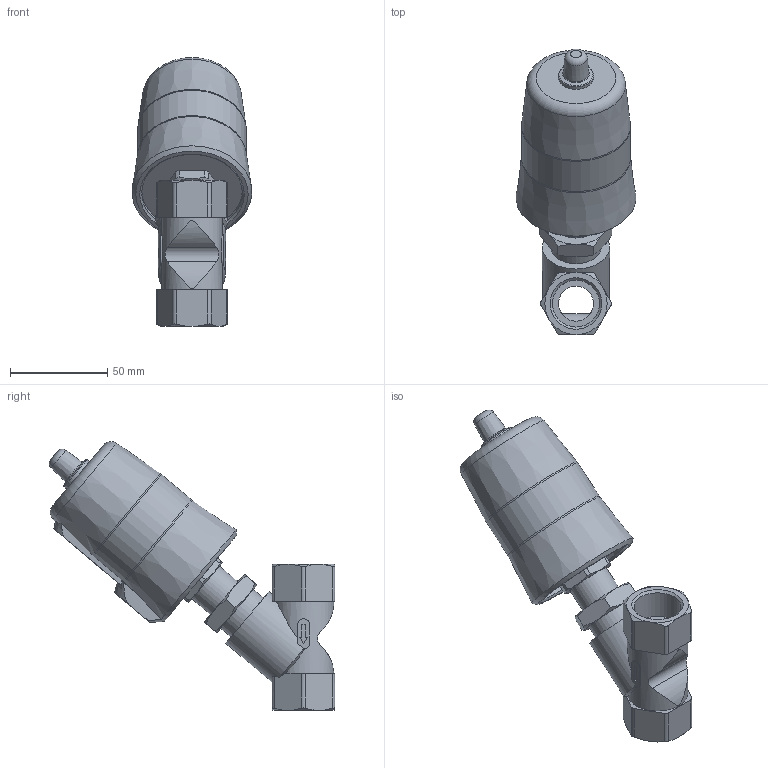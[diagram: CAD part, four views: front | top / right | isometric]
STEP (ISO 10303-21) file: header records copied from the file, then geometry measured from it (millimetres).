
FILE_DESCRIPTION(/* description */ ('STEP AP214'),/* implementation_level */ '2;1');
FILE_NAME(/* name */ '1002514_VZXF-L-M22C-M-A-G34-180-M1-V4V4T-50-16',/* time_stamp */ '2024-09-18T12:28:12+02:00',/* author */ ('License CC BY-ND 4.0'),/* organization */ ('CADENAS'),/* preprocessor_version */ 'ST-DEVELOPER v19.3',/* originating_system */ 'PARTsolutions',/* authorisation */ ' ');
FILE_SCHEMA (('AUTOMOTIVE_DESIGN {1 0 10303 214 3 1 1}'));
Length unit declared in the file: millimetre
Products named in the file (2): 1002514 VZXF-L-M22C-M-A-G34-180-M1-V4V4T-50-16; 1001805 VZXF-L-M22C-M-A-G34-180-V4V4T-50-16---(V)
Assembly tree (1 placements, depth 2):
  1002514 VZXF-L-M22C-M-A-G34-180-M1-V4V4T-50-16
    1001805 VZXF-L-M22C-M-A-G34-180-V4V4T-50-16---(V)
Bounding box: 61.51 x 146.52 x 137.99 mm (x, y, z)
Volume: 274133.5 mm3; surface area: 39721.9 mm2
Topology: 1 solids, 1 shells, 161 faces, 397 edges, 252 vertices
Faces by surface type: plane 71, cone 43, cylinder 41, torus 6
Full cylindrical faces by diameter (mm): 8.566 x1, 18 x1, 18.2 x1, 22 x1, 24.117 x2, 26 x1, 34.5 x1, 51.7 x1
Entity records: 4916 total; most frequent: CARTESIAN_POINT 1304, ORIENTED_EDGE 744, DIRECTION 696, EDGE_CURVE 372, AXIS2_PLACEMENT_3D 283, VERTEX_POINT 248, EDGE_LOOP 198, FACE_BOUND 198
